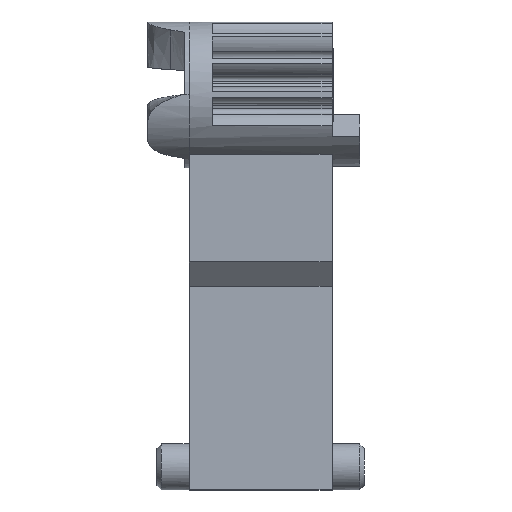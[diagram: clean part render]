
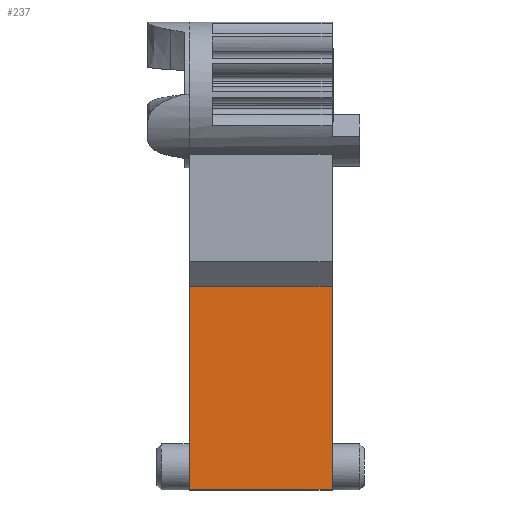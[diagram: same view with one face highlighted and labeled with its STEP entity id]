
A CAD part, front view. The second image highlights one B-rep face of the part: STEP entity #237.
In plain terms, the highlighted planar face has unit normal (0, -1, 0).
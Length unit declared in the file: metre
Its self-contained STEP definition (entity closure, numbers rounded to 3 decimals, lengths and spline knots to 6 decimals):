
#237 = ADVANCED_FACE( '', ( #410 ), #411, .T. );
#410 = FACE_OUTER_BOUND( '', #1134, .T. );
#411 = PLANE( '', #1135 );
#1134 = EDGE_LOOP( '', ( #2125, #2126, #2127, #2128, #2129, #2130 ) );
#1135 = AXIS2_PLACEMENT_3D( '', #2131, #2132, #2133 );
#2125 = ORIENTED_EDGE( '', *, *, #2617, .F. );
#2126 = ORIENTED_EDGE( '', *, *, #2618, .T. );
#2127 = ORIENTED_EDGE( '', *, *, #2619, .T. );
#2128 = ORIENTED_EDGE( '', *, *, #2620, .T. );
#2129 = ORIENTED_EDGE( '', *, *, #2497, .T. );
#2130 = ORIENTED_EDGE( '', *, *, #2413, .T. );
#2131 = CARTESIAN_POINT( '', ( 0.01991, -0.000456, -0.008205 ) );
#2132 = DIRECTION( '', ( 0., -1., 0. ) );
#2133 = DIRECTION( '', ( -1., 0., 0. ) );
#2413 = EDGE_CURVE( '', #2732, #2730, #2733, .T. );
#2497 = EDGE_CURVE( '', #2879, #2732, #2882, .T. );
#2617 = EDGE_CURVE( '', #3072, #2730, #3074, .T. );
#2618 = EDGE_CURVE( '', #3072, #2663, #3075, .T. );
#2619 = EDGE_CURVE( '', #2663, #3076, #3077, .T. );
#2620 = EDGE_CURVE( '', #3076, #2879, #3078, .T. );
#2663 = VERTEX_POINT( '', #3147 );
#2730 = VERTEX_POINT( '', #3286 );
#2732 = VERTEX_POINT( '', #3289 );
#2733 = LINE( '', #3290, #3291 );
#2879 = VERTEX_POINT( '', #3812 );
#2882 = LINE( '', #3816, #3817 );
#3072 = VERTEX_POINT( '', #4342 );
#3074 = LINE( '', #4345, #4346 );
#3075 = LINE( '', #4347, #4348 );
#3076 = VERTEX_POINT( '', #4349 );
#3077 = LINE( '', #4350, #4351 );
#3078 = LINE( '', #4352, #4353 );
#3147 = CARTESIAN_POINT( '', ( 0.01991, -0.000456, -0.012121 ) );
#3286 = CARTESIAN_POINT( '', ( 0.02301, -0.000456, -0.008205 ) );
#3289 = CARTESIAN_POINT( '', ( 0.02301, -0.000456, -0.012121 ) );
#3290 = CARTESIAN_POINT( '', ( 0.02301, -0.000456, -0.012121 ) );
#3291 = VECTOR( '', #4494, 1. );
#3812 = CARTESIAN_POINT( '', ( 0.02301, -0.000456, -0.012621 ) );
#3816 = CARTESIAN_POINT( '', ( 0.02301, -0.000456, -0.012621 ) );
#3817 = VECTOR( '', #4523, 1. );
#4342 = CARTESIAN_POINT( '', ( 0.01991, -0.000456, -0.008205 ) );
#4345 = CARTESIAN_POINT( '', ( 0.01991, -0.000456, -0.008205 ) );
#4346 = VECTOR( '', #4600, 1. );
#4347 = CARTESIAN_POINT( '', ( 0.01991, -0.000456, -0.008205 ) );
#4348 = VECTOR( '', #4601, 1. );
#4349 = CARTESIAN_POINT( '', ( 0.01991, -0.000456, -0.012621 ) );
#4350 = CARTESIAN_POINT( '', ( 0.01991, -0.000456, -0.012121 ) );
#4351 = VECTOR( '', #4602, 1. );
#4352 = CARTESIAN_POINT( '', ( 0.01991, -0.000456, -0.012621 ) );
#4353 = VECTOR( '', #4603, 1. );
#4494 = DIRECTION( '', ( 0., 0., 1. ) );
#4523 = DIRECTION( '', ( 0., 0., 1. ) );
#4600 = DIRECTION( '', ( 1., 0., 0. ) );
#4601 = DIRECTION( '', ( 0., 0., -1. ) );
#4602 = DIRECTION( '', ( 0., 0., -1. ) );
#4603 = DIRECTION( '', ( 1., 0., 0. ) );
